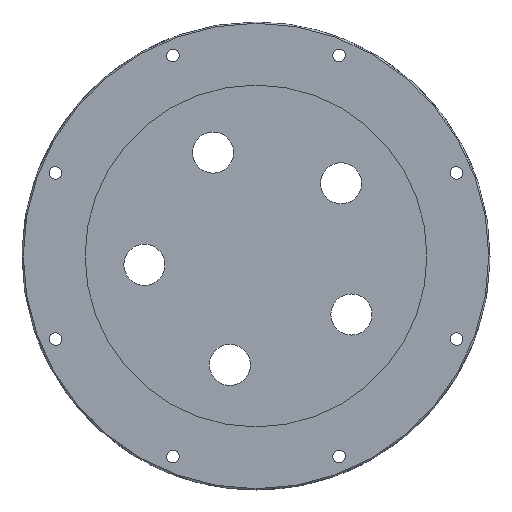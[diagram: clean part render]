
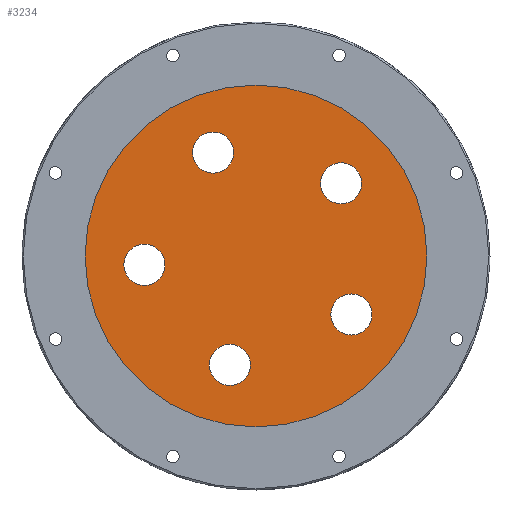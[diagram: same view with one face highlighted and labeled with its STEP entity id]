
A CAD part, front view. The second image highlights one B-rep face of the part: STEP entity #3234.
In plain terms, the highlighted planar face has unit normal (0, -1, 0).
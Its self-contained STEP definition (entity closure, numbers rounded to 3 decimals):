
#47 = DIRECTION ( 'NONE',  ( 0., -1., 0. ) ) ;
#110 = ORIENTED_EDGE ( 'NONE', *, *, #2752, .T. ) ;
#149 = CIRCLE ( 'NONE', #3438, 5.05 ) ;
#211 = CARTESIAN_POINT ( 'NONE',  ( 23.448, 2.2, -14.369 ) ) ;
#244 = DIRECTION ( 'NONE',  ( 0., -1., 0. ) ) ;
#277 = EDGE_LOOP ( 'NONE', ( #110, #755 ) ) ;
#292 = AXIS2_PLACEMENT_3D ( 'NONE', #600, #4508, #3144 ) ;
#418 = DIRECTION ( 'NONE',  ( 0., -1., 0. ) ) ;
#550 = FACE_BOUND ( 'NONE', #2723, .T. ) ;
#600 = CARTESIAN_POINT ( 'NONE',  ( -10.524, 2.2, 25.407 ) ) ;
#633 = CARTESIAN_POINT ( 'NONE',  ( -27.415, 2.2, 2.892 ) ) ;
#713 = CARTESIAN_POINT ( 'NONE',  ( -6.42, 2.2, -31.79 ) ) ;
#721 = VERTEX_POINT ( 'NONE', #633 ) ;
#755 = ORIENTED_EDGE ( 'NONE', *, *, #2458, .T. ) ;
#810 = CARTESIAN_POINT ( 'NONE',  ( -10.524, 2.2, 25.407 ) ) ;
#847 = CARTESIAN_POINT ( 'NONE',  ( 0., 2.2, 0. ) ) ;
#883 = ORIENTED_EDGE ( 'NONE', *, *, #4097, .F. ) ;
#991 = VERTEX_POINT ( 'NONE', #4116 ) ;
#1024 = CARTESIAN_POINT ( 'NONE',  ( -10.524, 2.2, 30.457 ) ) ;
#1032 = EDGE_LOOP ( 'NONE', ( #3041, #4546 ) ) ;
#1056 = DIRECTION ( 'NONE',  ( 0., 0., -1. ) ) ;
#1240 = CARTESIAN_POINT ( 'NONE',  ( 23.448, 2.2, -19.419 ) ) ;
#1248 = FACE_BOUND ( 'NONE', #4341, .T. ) ;
#1277 = EDGE_LOOP ( 'NONE', ( #1416, #3017 ) ) ;
#1284 = ORIENTED_EDGE ( 'NONE', *, *, #2973, .F. ) ;
#1338 = CARTESIAN_POINT ( 'NONE',  ( 20.911, 2.2, 12.81 ) ) ;
#1383 = DIRECTION ( 'NONE',  ( 0., -1., 0. ) ) ;
#1402 = CIRCLE ( 'NONE', #3197, 5.05 ) ;
#1416 = ORIENTED_EDGE ( 'NONE', *, *, #2083, .F. ) ;
#1431 = EDGE_LOOP ( 'NONE', ( #1649, #2535 ) ) ;
#1449 = CARTESIAN_POINT ( 'NONE',  ( 0., 2.2, 0. ) ) ;
#1475 = CIRCLE ( 'NONE', #292, 5.05 ) ;
#1499 = CARTESIAN_POINT ( 'NONE',  ( -6.42, 2.2, -26.74 ) ) ;
#1520 = AXIS2_PLACEMENT_3D ( 'NONE', #810, #3186, #1757 ) ;
#1568 = FACE_BOUND ( 'NONE', #1277, .T. ) ;
#1614 = VERTEX_POINT ( 'NONE', #1024 ) ;
#1638 = DIRECTION ( 'NONE',  ( 0., 0., -1. ) ) ;
#1649 = ORIENTED_EDGE ( 'NONE', *, *, #2148, .F. ) ;
#1666 = AXIS2_PLACEMENT_3D ( 'NONE', #3052, #3751, #3008 ) ;
#1727 = CARTESIAN_POINT ( 'NONE',  ( -27.415, 2.2, -2.158 ) ) ;
#1757 = DIRECTION ( 'NONE',  ( 0., 0., -1. ) ) ;
#1807 = CIRCLE ( 'NONE', #1666, 42. ) ;
#1809 = AXIS2_PLACEMENT_3D ( 'NONE', #3451, #244, #4230 ) ;
#1817 = AXIS2_PLACEMENT_3D ( 'NONE', #4384, #4482, #2246 ) ;
#1851 = ORIENTED_EDGE ( 'NONE', *, *, #3582, .F. ) ;
#1916 = ORIENTED_EDGE ( 'NONE', *, *, #2896, .F. ) ;
#1966 = FACE_OUTER_BOUND ( 'NONE', #277, .T. ) ;
#2027 = AXIS2_PLACEMENT_3D ( 'NONE', #1727, #1383, #4549 ) ;
#2049 = AXIS2_PLACEMENT_3D ( 'NONE', #847, #3002, #3025 ) ;
#2067 = DIRECTION ( 'NONE',  ( 0., 0., -1. ) ) ;
#2083 = EDGE_CURVE ( 'NONE', #2676, #3467, #2330, .T. ) ;
#2148 = EDGE_CURVE ( 'NONE', #3322, #721, #2486, .T. ) ;
#2162 = CARTESIAN_POINT ( 'NONE',  ( -27.415, 2.2, -2.158 ) ) ;
#2177 = AXIS2_PLACEMENT_3D ( 'NONE', #211, #3444, #1638 ) ;
#2246 = DIRECTION ( 'NONE',  ( 0., 0., -1. ) ) ;
#2330 = CIRCLE ( 'NONE', #2177, 5.05 ) ;
#2395 = DIRECTION ( 'NONE',  ( 0., 0., -1. ) ) ;
#2415 = CARTESIAN_POINT ( 'NONE',  ( 23.448, 2.2, -9.319 ) ) ;
#2458 = EDGE_CURVE ( 'NONE', #3524, #991, #3603, .T. ) ;
#2463 = CARTESIAN_POINT ( 'NONE',  ( -6.42, 2.2, -21.69 ) ) ;
#2486 = CIRCLE ( 'NONE', #2027, 5.05 ) ;
#2494 = VERTEX_POINT ( 'NONE', #2463 ) ;
#2535 = ORIENTED_EDGE ( 'NONE', *, *, #4102, .F. ) ;
#2623 = FACE_BOUND ( 'NONE', #1032, .T. ) ;
#2631 = AXIS2_PLACEMENT_3D ( 'NONE', #1449, #47, #1056 ) ;
#2676 = VERTEX_POINT ( 'NONE', #1240 ) ;
#2723 = EDGE_LOOP ( 'NONE', ( #1284, #1851 ) ) ;
#2726 = DIRECTION ( 'NONE',  ( 0., -1., 0. ) ) ;
#2752 = EDGE_CURVE ( 'NONE', #991, #3524, #1807, .T. ) ;
#2816 = CARTESIAN_POINT ( 'NONE',  ( 0., 2.2, 42. ) ) ;
#2862 = EDGE_CURVE ( 'NONE', #3260, #3431, #3612, .T. ) ;
#2896 = EDGE_CURVE ( 'NONE', #4547, #2494, #1402, .T. ) ;
#2936 = DIRECTION ( 'NONE',  ( 0., 0., -1. ) ) ;
#2957 = CARTESIAN_POINT ( 'NONE',  ( 20.911, 2.2, 22.91 ) ) ;
#2973 = EDGE_CURVE ( 'NONE', #3741, #1614, #1475, .T. ) ;
#3002 = DIRECTION ( 'NONE',  ( 0., -1., 0. ) ) ;
#3008 = DIRECTION ( 'NONE',  ( 0., 0., -1. ) ) ;
#3017 = ORIENTED_EDGE ( 'NONE', *, *, #3261, .F. ) ;
#3025 = DIRECTION ( 'NONE',  ( 0., 0., -1. ) ) ;
#3041 = ORIENTED_EDGE ( 'NONE', *, *, #4270, .F. ) ;
#3052 = CARTESIAN_POINT ( 'NONE',  ( 0., 2.2, 0. ) ) ;
#3144 = DIRECTION ( 'NONE',  ( 0., 0., -1. ) ) ;
#3186 = DIRECTION ( 'NONE',  ( 0., -1., 0. ) ) ;
#3197 = AXIS2_PLACEMENT_3D ( 'NONE', #3502, #2726, #2067 ) ;
#3234 = ADVANCED_FACE ( 'NONE', ( #3745, #1248, #1568, #2623, #550, #1966 ), #3653, .T. ) ;
#3260 = VERTEX_POINT ( 'NONE', #2957 ) ;
#3261 = EDGE_CURVE ( 'NONE', #3467, #2676, #3476, .T. ) ;
#3322 = VERTEX_POINT ( 'NONE', #3655 ) ;
#3361 = CARTESIAN_POINT ( 'NONE',  ( -10.524, 2.2, 20.357 ) ) ;
#3431 = VERTEX_POINT ( 'NONE', #1338 ) ;
#3438 = AXIS2_PLACEMENT_3D ( 'NONE', #2162, #418, #4367 ) ;
#3444 = DIRECTION ( 'NONE',  ( 0., -1., 0. ) ) ;
#3450 = CARTESIAN_POINT ( 'NONE',  ( 20.911, 2.2, 17.86 ) ) ;
#3451 = CARTESIAN_POINT ( 'NONE',  ( 20.911, 2.2, 17.86 ) ) ;
#3467 = VERTEX_POINT ( 'NONE', #2415 ) ;
#3476 = CIRCLE ( 'NONE', #1817, 5.05 ) ;
#3502 = CARTESIAN_POINT ( 'NONE',  ( -6.42, 2.2, -26.74 ) ) ;
#3524 = VERTEX_POINT ( 'NONE', #2816 ) ;
#3552 = CIRCLE ( 'NONE', #1520, 5.05 ) ;
#3582 = EDGE_CURVE ( 'NONE', #1614, #3741, #3552, .T. ) ;
#3588 = CIRCLE ( 'NONE', #3962, 5.05 ) ;
#3603 = CIRCLE ( 'NONE', #2631, 42. ) ;
#3612 = CIRCLE ( 'NONE', #4440, 5.05 ) ;
#3653 = PLANE ( 'NONE',  #2049 ) ;
#3655 = CARTESIAN_POINT ( 'NONE',  ( -27.415, 2.2, -7.208 ) ) ;
#3741 = VERTEX_POINT ( 'NONE', #3361 ) ;
#3745 = FACE_BOUND ( 'NONE', #1431, .T. ) ;
#3751 = DIRECTION ( 'NONE',  ( 0., -1., 0. ) ) ;
#3948 = DIRECTION ( 'NONE',  ( 0., -1., 0. ) ) ;
#3962 = AXIS2_PLACEMENT_3D ( 'NONE', #1499, #3948, #2936 ) ;
#4097 = EDGE_CURVE ( 'NONE', #2494, #4547, #3588, .T. ) ;
#4102 = EDGE_CURVE ( 'NONE', #721, #3322, #149, .T. ) ;
#4116 = CARTESIAN_POINT ( 'NONE',  ( 0., 2.2, -42. ) ) ;
#4141 = CIRCLE ( 'NONE', #1809, 5.05 ) ;
#4230 = DIRECTION ( 'NONE',  ( 0., 0., -1. ) ) ;
#4270 = EDGE_CURVE ( 'NONE', #3431, #3260, #4141, .T. ) ;
#4341 = EDGE_LOOP ( 'NONE', ( #1916, #883 ) ) ;
#4367 = DIRECTION ( 'NONE',  ( 0., 0., -1. ) ) ;
#4384 = CARTESIAN_POINT ( 'NONE',  ( 23.448, 2.2, -14.369 ) ) ;
#4440 = AXIS2_PLACEMENT_3D ( 'NONE', #3450, #4557, #2395 ) ;
#4482 = DIRECTION ( 'NONE',  ( 0., -1., 0. ) ) ;
#4508 = DIRECTION ( 'NONE',  ( 0., -1., 0. ) ) ;
#4546 = ORIENTED_EDGE ( 'NONE', *, *, #2862, .F. ) ;
#4547 = VERTEX_POINT ( 'NONE', #713 ) ;
#4549 = DIRECTION ( 'NONE',  ( 0., 0., -1. ) ) ;
#4557 = DIRECTION ( 'NONE',  ( 0., -1., 0. ) ) ;
